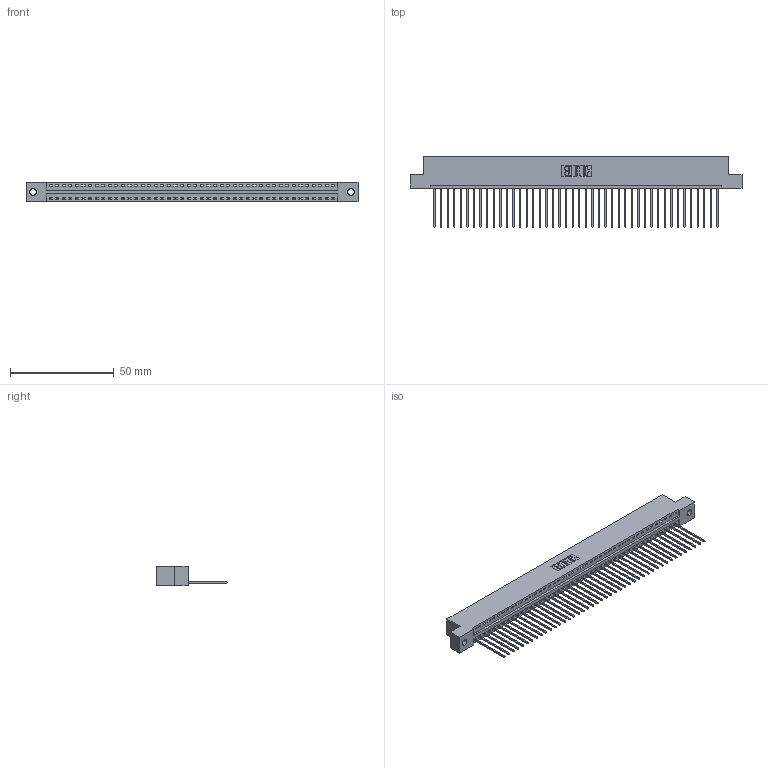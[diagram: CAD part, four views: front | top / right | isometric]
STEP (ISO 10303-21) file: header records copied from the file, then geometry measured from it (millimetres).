
FILE_DESCRIPTION (( 'STEP AP203' ), '1' );
FILE_NAME ('346-044-541-102.STEP', '2018-08-25T02:07:19', ( '' ), ( '' ), 'SwSTEP 2.0', 'SolidWorks 2016', '' );
FILE_SCHEMA (( 'CONFIG_CONTROL_DESIGN' ));
Length unit declared in the file: inch
Products named in the file (3): 346 Part_Flush Mounting Lugs - 0.128 Dia; 345-292-001_345-293-141; 346-044-541-102
Assembly tree (45 placements, depth 2):
  346-044-541-102
    346 Part_Flush Mounting Lugs - 0.128 Dia
    345-292-001_345-293-141  x44
Bounding box: 160.27 x 34.29 x 9.4 mm (x, y, z)
Volume: 15464.1 mm3; surface area: 19945.8 mm2
Topology: 45 solids, 45 shells, 2674 faces, 8073 edges, 5322 vertices
Faces by surface type: plane 1836, cylinder 838
Entity records: 27059 total; most frequent: CARTESIAN_POINT 4644, ORIENTED_EDGE 4622, DIRECTION 4095, EDGE_CURVE 2311, LINE 2003, VECTOR 2003, VERTEX_POINT 1538, AXIS2_PLACEMENT_3D 1046
